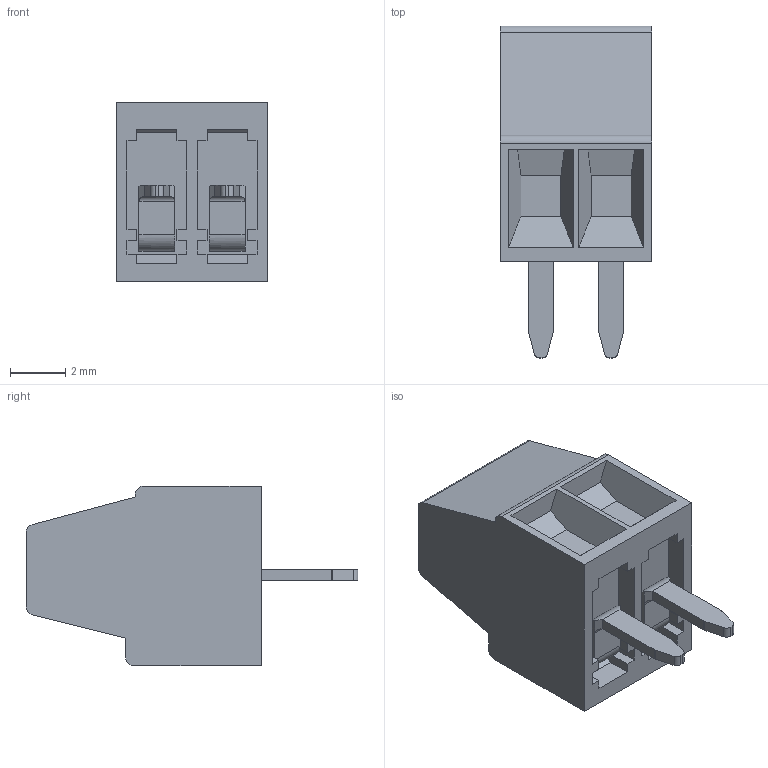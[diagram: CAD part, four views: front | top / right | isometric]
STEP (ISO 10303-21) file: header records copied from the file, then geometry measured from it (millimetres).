
FILE_DESCRIPTION (( 'STEP AP214' ), '1' );
FILE_NAME ('VN02A1500000G.STEP', '2023-11-11T00:57:45', ( '' ), ( '' ), 'SwSTEP 2.0', 'SolidWorks 2022', '' );
FILE_SCHEMA (( 'AUTOMOTIVE_DESIGN' ));
Length unit declared in the file: millimetre
Products named in the file (1): VN02A1500000G
Bounding box: 5.48 x 12 x 6.5 mm (x, y, z)
Volume: 212.3 mm3; surface area: 388.8 mm2
Topology: 1 solids, 1 shells, 208 faces, 551 edges, 355 vertices
Faces by surface type: plane 144, cylinder 42, bspline 14, cone 8
Entity records: 7918 total; most frequent: CARTESIAN_POINT 2360, ORIENTED_EDGE 1102, DIRECTION 894, EDGE_CURVE 551, VECTOR 380, LINE 380, VERTEX_POINT 355, AXIS2_PLACEMENT_3D 257
